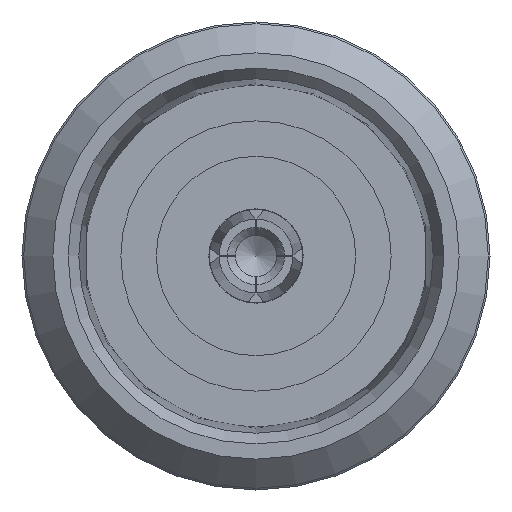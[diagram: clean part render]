
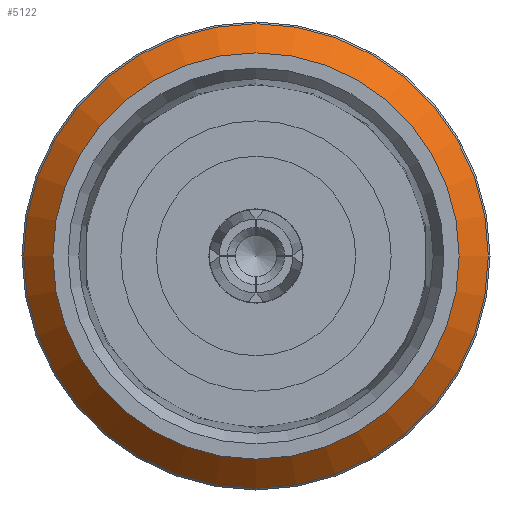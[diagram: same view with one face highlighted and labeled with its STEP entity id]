
A CAD part, left-side view. The second image highlights one B-rep face of the part: STEP entity #5122.
In plain terms, the highlighted conical face has half-angle 45 degrees and reference radius 4.81 mm.
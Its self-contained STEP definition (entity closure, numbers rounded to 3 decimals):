
#168 = CIRCLE ( 'NONE', #169, 5.5 ) ;
#169 = AXIS2_PLACEMENT_3D ( 'NONE', #1344, #1300, #1394 ) ;
#170 = CIRCLE ( 'NONE', #176, 4.81 ) ;
#176 = AXIS2_PLACEMENT_3D ( 'NONE', #1431, #1443, #1341 ) ;
#540 = EDGE_LOOP ( 'NONE', ( #3929 ) ) ;
#563 = EDGE_LOOP ( 'NONE', ( #4110 ) ) ;
#1104 = FACE_OUTER_BOUND ( 'NONE', #540, .T. ) ;
#1105 = FACE_BOUND ( 'NONE', #563, .T. ) ;
#1240 = VERTEX_POINT ( 'NONE', #2149 ) ;
#1242 = VERTEX_POINT ( 'NONE', #2334 ) ;
#1300 = DIRECTION ( 'NONE',  ( -1., 0., 0. ) ) ;
#1341 = DIRECTION ( 'NONE',  ( 0., 0., 1. ) ) ;
#1344 = CARTESIAN_POINT ( 'NONE',  ( 2.69, 0., 0. ) ) ;
#1394 = DIRECTION ( 'NONE',  ( 0., 0., 1. ) ) ;
#1431 = CARTESIAN_POINT ( 'NONE',  ( 2., 0., 0. ) ) ;
#1443 = DIRECTION ( 'NONE',  ( -1., 0., 0. ) ) ;
#2149 = CARTESIAN_POINT ( 'NONE',  ( 2.69, 0., 5.5 ) ) ;
#2334 = CARTESIAN_POINT ( 'NONE',  ( 2., 0., 4.81 ) ) ;
#2555 = AXIS2_PLACEMENT_3D ( 'NONE', #4378, #4171, #4407 ) ;
#2564 = CONICAL_SURFACE ( 'NONE', #2555, 4.81, 0.785 ) ;
#3929 = ORIENTED_EDGE ( 'NONE', *, *, #5231, .T. ) ;
#4110 = ORIENTED_EDGE ( 'NONE', *, *, #5236, .F. ) ;
#4171 = DIRECTION ( 'NONE',  ( 1., 0., 0. ) ) ;
#4378 = CARTESIAN_POINT ( 'NONE',  ( 2., 0., 0. ) ) ;
#4407 = DIRECTION ( 'NONE',  ( 0., 0., -1. ) ) ;
#5122 = ADVANCED_FACE ( 'NONE', ( #1104, #1105 ), #2564, .T. ) ;
#5231 = EDGE_CURVE ( 'NONE', #1240, #1240, #168, .T. ) ;
#5236 = EDGE_CURVE ( 'NONE', #1242, #1242, #170, .T. ) ;
